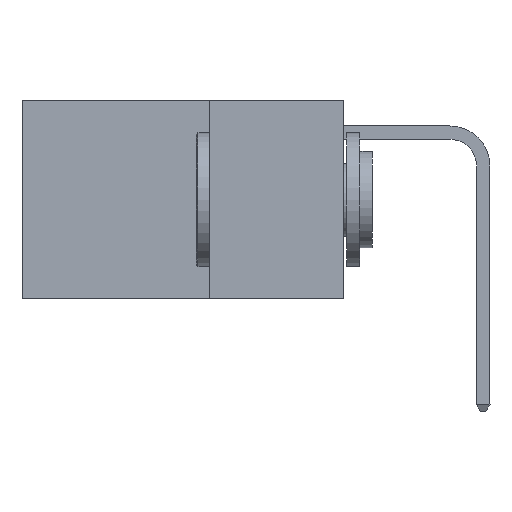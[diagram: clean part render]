
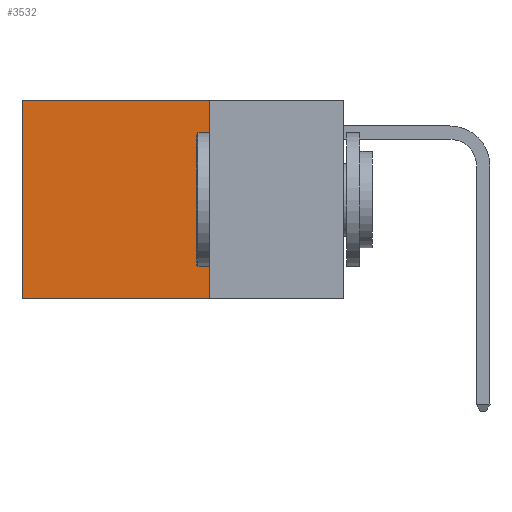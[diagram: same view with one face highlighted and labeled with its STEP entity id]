
A CAD part, left-side view. The second image highlights one B-rep face of the part: STEP entity #3532.
In plain terms, the highlighted planar face has unit normal (-1, 0, 0).
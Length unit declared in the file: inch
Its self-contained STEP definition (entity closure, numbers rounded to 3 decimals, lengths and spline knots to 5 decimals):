
#242 = CARTESIAN_POINT ( 'NONE',  ( 0.2625, 0.6, -0.37 ) ) ;
#351 = AXIS2_PLACEMENT_3D ( 'NONE', #840, #760, #731 ) ;
#445 = DIRECTION ( 'NONE',  ( 0., 0., -1. ) ) ;
#564 = CARTESIAN_POINT ( 'NONE',  ( 0.2625, 0.6, 0. ) ) ;
#716 = ORIENTED_EDGE ( 'NONE', *, *, #8597, .T. ) ;
#731 = DIRECTION ( 'NONE',  ( 0., 0., -1. ) ) ;
#760 = DIRECTION ( 'NONE',  ( 1., 0., 0. ) ) ;
#807 = PLANE ( 'NONE',  #351 ) ;
#840 = CARTESIAN_POINT ( 'NONE',  ( 0.2625, 0.25, 0. ) ) ;
#1134 = LINE ( 'NONE', #2870, #10793 ) ;
#1461 = VECTOR ( 'NONE', #445, 39.37008 ) ;
#1753 = LINE ( 'NONE', #564, #1461 ) ;
#2396 = EDGE_CURVE ( 'NONE', #6030, #8892, #4875, .T. ) ;
#2583 = DIRECTION ( 'NONE',  ( 0., 1., 0. ) ) ;
#2726 = CARTESIAN_POINT ( 'NONE',  ( 0.2625, 0.25, 0. ) ) ;
#2744 = ORIENTED_EDGE ( 'NONE', *, *, #8216, .F. ) ;
#2870 = CARTESIAN_POINT ( 'NONE',  ( 0.2625, 0.25, 0. ) ) ;
#3532 = ADVANCED_FACE ( 'NONE', ( #6278 ), #807, .F. ) ;
#3783 = CARTESIAN_POINT ( 'NONE',  ( 0.2625, 0.25, -0.37 ) ) ;
#4875 = LINE ( 'NONE', #9278, #9224 ) ;
#5160 = CARTESIAN_POINT ( 'NONE',  ( 0.2625, 0.6, 0. ) ) ;
#5420 = EDGE_LOOP ( 'NONE', ( #10730, #2744, #6924, #716 ) ) ;
#6030 = VERTEX_POINT ( 'NONE', #2726 ) ;
#6278 = FACE_OUTER_BOUND ( 'NONE', #5420, .T. ) ;
#6568 = DIRECTION ( 'NONE',  ( 0., 1., 0. ) ) ;
#6600 = VERTEX_POINT ( 'NONE', #5160 ) ;
#6837 = CARTESIAN_POINT ( 'NONE',  ( 0.2625, 0.25, -0.37 ) ) ;
#6924 = ORIENTED_EDGE ( 'NONE', *, *, #2396, .F. ) ;
#7262 = EDGE_CURVE ( 'NONE', #6600, #11820, #1753, .T. ) ;
#7716 = VECTOR ( 'NONE', #6568, 39.37008 ) ;
#8216 = EDGE_CURVE ( 'NONE', #8892, #11820, #10231, .T. ) ;
#8597 = EDGE_CURVE ( 'NONE', #6030, #6600, #1134, .T. ) ;
#8892 = VERTEX_POINT ( 'NONE', #3783 ) ;
#9224 = VECTOR ( 'NONE', #9259, 39.37008 ) ;
#9259 = DIRECTION ( 'NONE',  ( 0., 0., -1. ) ) ;
#9278 = CARTESIAN_POINT ( 'NONE',  ( 0.2625, 0.25, 0. ) ) ;
#10231 = LINE ( 'NONE', #6837, #7716 ) ;
#10730 = ORIENTED_EDGE ( 'NONE', *, *, #7262, .T. ) ;
#10793 = VECTOR ( 'NONE', #2583, 39.37008 ) ;
#11820 = VERTEX_POINT ( 'NONE', #242 ) ;
